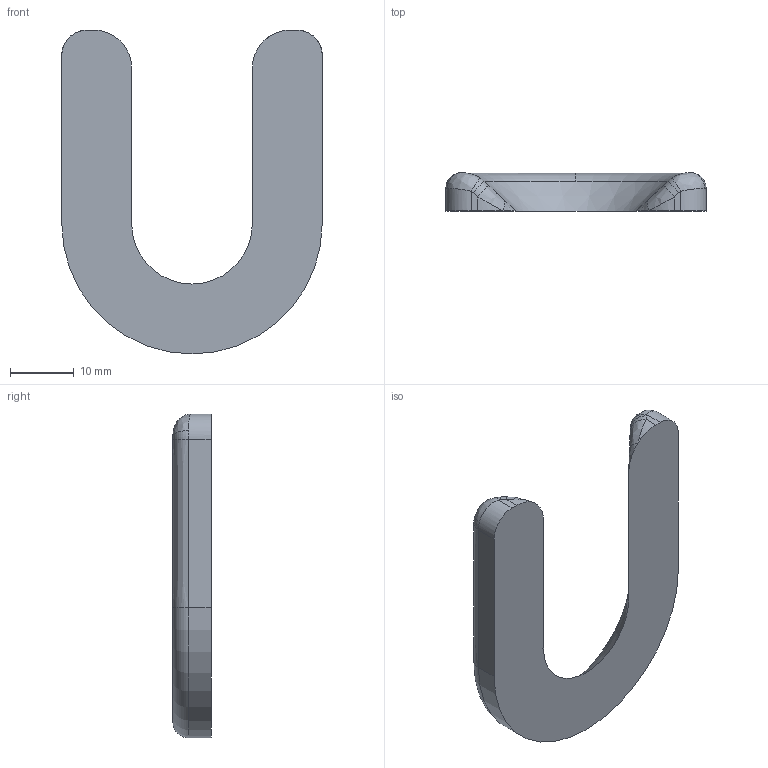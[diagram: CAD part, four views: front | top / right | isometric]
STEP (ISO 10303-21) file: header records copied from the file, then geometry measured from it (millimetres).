
FILE_DESCRIPTION (( 'STEP AP214' ), '1' );
FILE_NAME ('TM_157_3_G.STEP', '2015-02-23T00:55:47', ( '' ), ( '' ), 'SwSTEP 2.0', 'SolidWorks 2015', '' );
FILE_SCHEMA (( 'AUTOMOTIVE_DESIGN' ));
Length unit declared in the file: millimetre
Products named in the file (2): TM_157_3_G; holder
Assembly tree (1 placements, depth 2):
  TM_157_3_G
    holder
Bounding box: 41 x 6 x 51 mm (x, y, z)
Volume: 4955.2 mm3; surface area: 3219.5 mm2
Topology: 1 solids, 1 shells, 34 faces, 82 edges, 48 vertices
Faces by surface type: cylinder 11, plane 8, torus 7, bspline 7, cone 1
Entity records: 1244 total; most frequent: CARTESIAN_POINT 427, DIRECTION 169, ORIENTED_EDGE 160, EDGE_CURVE 80, AXIS2_PLACEMENT_3D 71, VERTEX_POINT 48, CIRCLE 40, EDGE_LOOP 34
